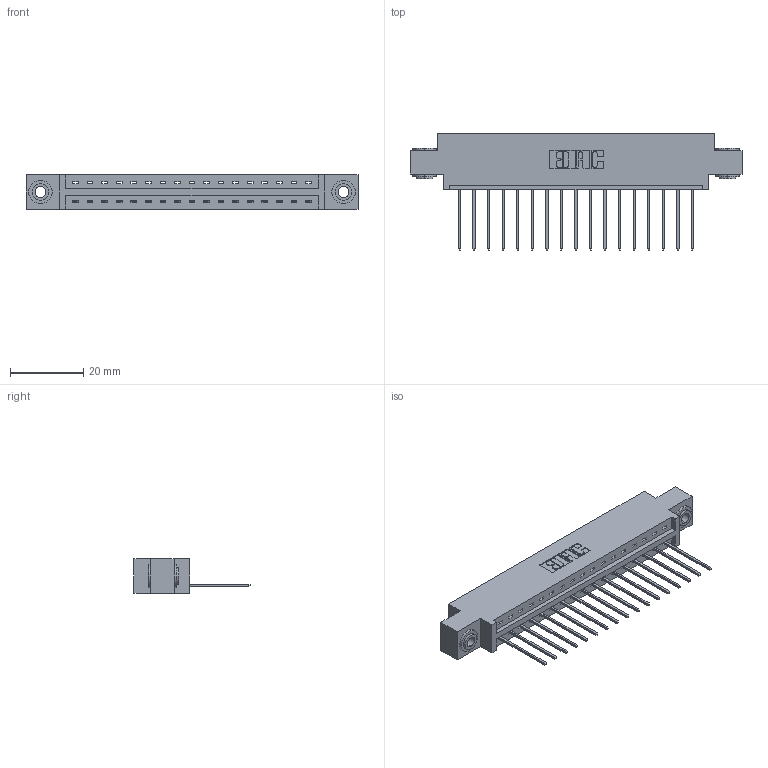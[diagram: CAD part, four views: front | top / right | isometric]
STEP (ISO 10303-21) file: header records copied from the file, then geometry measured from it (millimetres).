
FILE_DESCRIPTION (( 'STEP AP203' ), '1' );
FILE_NAME ('337-017-542-603.STEP', '2018-08-04T22:19:11', ( '' ), ( '' ), 'SwSTEP 2.0', 'SolidWorks 2016', '' );
FILE_SCHEMA (( 'CONFIG_CONTROL_DESIGN' ));
Length unit declared in the file: inch
Products named in the file (4): 337 Part_0.170 Offset - 0.156 Dia-TH; 345-292-001_345-293-142; 345-250-002_345-250-002-102; 337-017-542-603
Assembly tree (20 placements, depth 2):
  337-017-542-603
    337 Part_0.170 Offset - 0.156 Dia-TH
    345-292-001_345-293-142  x17
    345-250-002_345-250-002-102  x2
Bounding box: 90.37 x 31.63 x 9.4 mm (x, y, z)
Volume: 9019.6 mm3; surface area: 9759.6 mm2
Topology: 20 solids, 20 shells, 1210 faces, 3595 edges, 2370 vertices
Faces by surface type: plane 866, cylinder 336, cone 8
Entity records: 16670 total; most frequent: CARTESIAN_POINT 2880, ORIENTED_EDGE 2826, DIRECTION 2509, EDGE_CURVE 1413, VECTOR 1261, LINE 1261, VERTEX_POINT 938, AXIS2_PLACEMENT_3D 624
